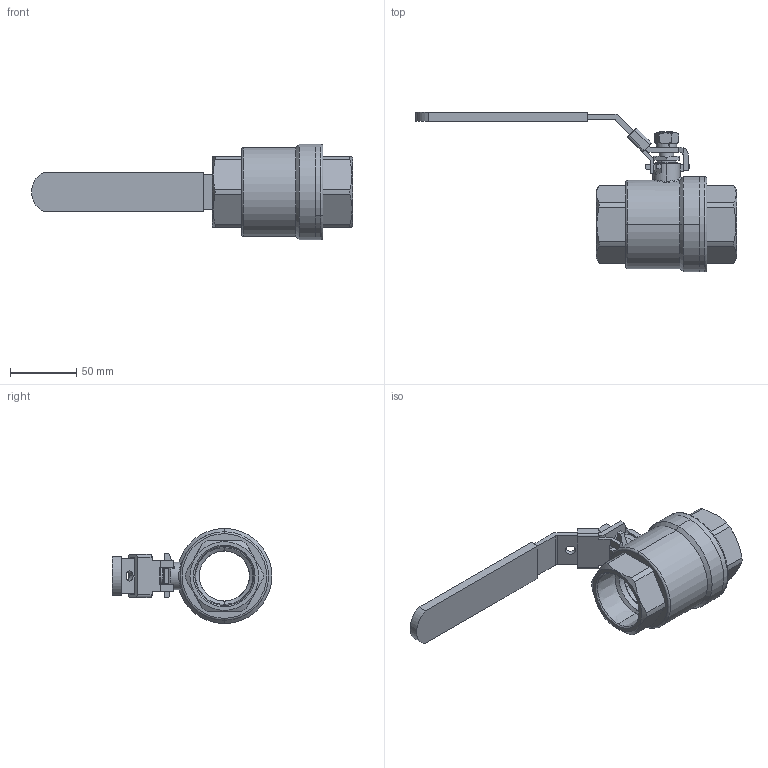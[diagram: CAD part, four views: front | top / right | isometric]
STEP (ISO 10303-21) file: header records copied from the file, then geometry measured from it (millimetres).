
FILE_DESCRIPTION (( 'STEP AP214' ), '1' );
FILE_NAME ('11-2QF278.STEP', '2024-12-24T03:24:46', ( 'Windows 蚚誧' ), ( 'Organization' ), 'SwSTEP 2.0', 'SolidWorks 2022', '' );
FILE_SCHEMA (( 'AUTOMOTIVE_DESIGN' ));
Length unit declared in the file: millimetre
Products named in the file (13): THRUST WASHER_11-4  11-2"; BODY; STEM_11-4  11-2"; CAP; BALL_11-2"; HANDLE; JOINT GASKET_11-2"; hex nuts, style 1-grades ab gb_GB_FASTENER_NUT_SNAB1 M10-N; STEM PACKING_11-4  11-2"; GB／T93-1987 10×2．6; GLAND NUT_11-4 11-2"; 11-2QF278; BALL SEAT_11-2"
Assembly tree (13 placements, depth 2):
  11-2QF278
    BODY
    JOINT GASKET_11-2"
    CAP
    GLAND NUT_11-4 11-2"
    BALL_11-2"
    BALL SEAT_11-2"  x2
    THRUST WASHER_11-4  11-2"
    STEM PACKING_11-4  11-2"
    STEM_11-4  11-2"
    HANDLE
    GB／T93-1987 10×2．6
    hex nuts, style 1-grades ab gb_GB_FASTENER_NUT_SNAB1 M10-N
Bounding box: 243 x 120.9 x 72 mm (x, y, z)
Volume: 222684.3 mm3; surface area: 106482.5 mm2
Topology: 14 solids, 14 shells, 498 faces, 1278 edges, 826 vertices
Faces by surface type: cylinder 260, plane 153, cone 64, bspline 11, torus 6, sphere 4
Entity records: 24511 total; most frequent: CARTESIAN_POINT 13041, ORIENTED_EDGE 2478, DIRECTION 2117, EDGE_CURVE 1239, VERTEX_POINT 803, AXIS2_PLACEMENT_3D 784, LINE 549, VECTOR 549
